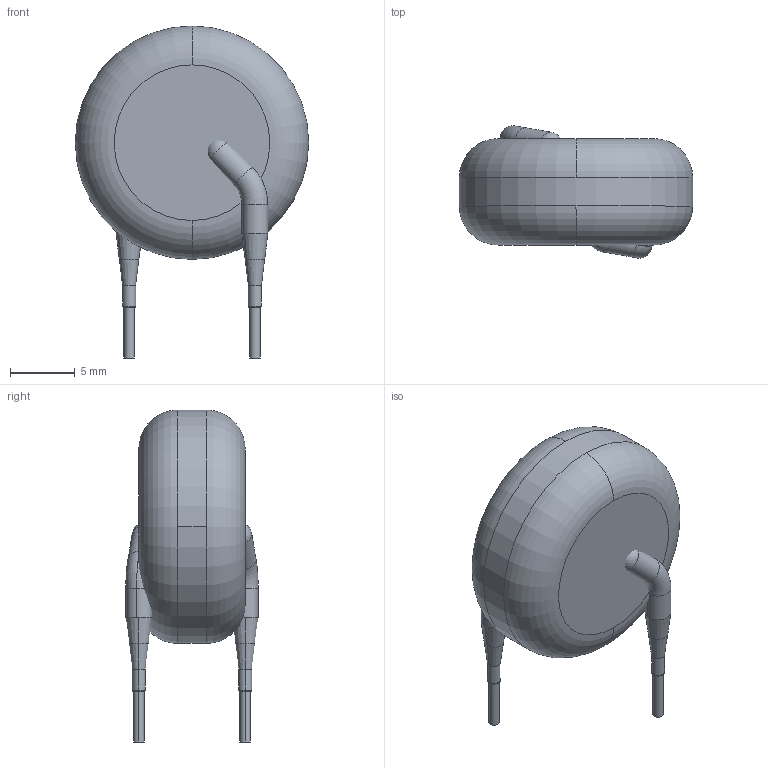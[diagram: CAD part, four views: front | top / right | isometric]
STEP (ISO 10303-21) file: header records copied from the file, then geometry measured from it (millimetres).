
FILE_DESCRIPTION((''),'2;1');
FILE_NAME('CAPRB_MURATA_DHR4E4C102K2FB.stp','2014-05-08T14:18:55',(''),(''),'Mechanical Desktop 2011','Mechanical Desktop 2011',', , ');
FILE_SCHEMA(('AUTOMOTIVE_DESIGN { 1 2 10303 214 1 1 1 1 }'));
Length unit declared in the file: millimetre
Products named in the file (1): Product
Bounding box: 18 x 10.2 x 25.6 mm (x, y, z)
Volume: 1956.2 mm3; surface area: 1015.4 mm2
Topology: 9 solids, 9 shells, 58 faces, 108 edges, 64 vertices
Faces by surface type: cylinder 18, plane 16, torus 12, cone 8, sphere 4
Entity records: 1482 total; most frequent: DIRECTION 300, CARTESIAN_POINT 227, ORIENTED_EDGE 208, AXIS2_PLACEMENT_3D 137, EDGE_CURVE 104, CIRCLE 78, VERTEX_POINT 64, EDGE_LOOP 58
